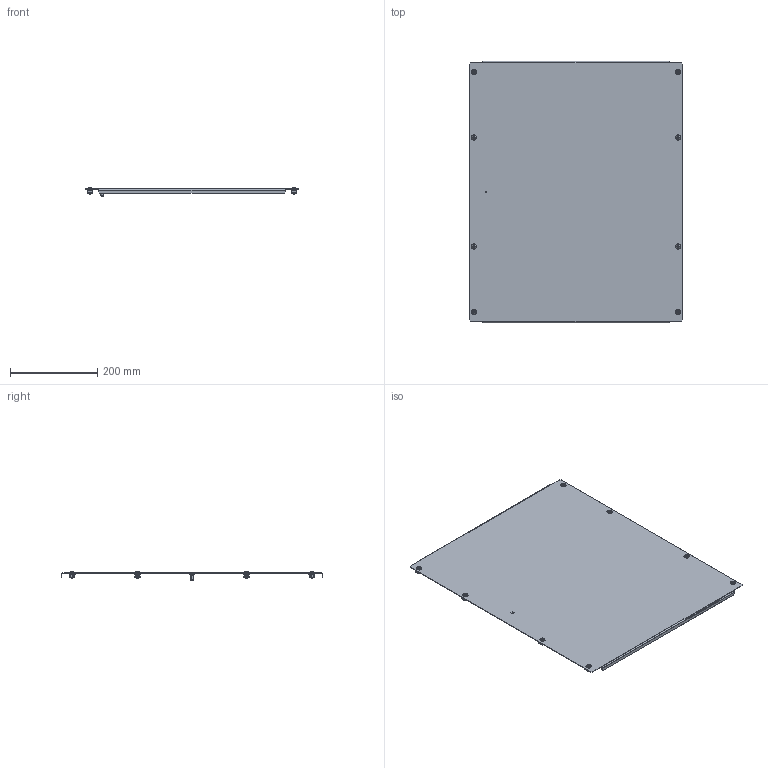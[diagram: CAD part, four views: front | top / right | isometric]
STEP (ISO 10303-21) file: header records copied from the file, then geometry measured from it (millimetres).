
FILE_DESCRIPTION (( 'STEP AP203' ), '1' );
FILE_NAME ('UR31107526060 Ôàëüø-ïàíåëü RS52 60.60 (000.140.029-07).STEP', '2022-04-18T11:43:03', ( '' ), ( '' ), 'SwSTEP 2.0', 'SolidWorks 2017', '' );
FILE_SCHEMA (( 'CONFIG_CONTROL_DESIGN' ));
Length unit declared in the file: millimetre
Products named in the file (8): Øïèëüêà çàçåìëåíèÿ CKF CS_Œ6å16; Ãàéêà êëåòåâàÿ_M5-4B; 000.140.022 Ôàëüø-ïàíåëü ãëóõàÿ ñ êåðíîì RS52 00.60_600; UR31107526060 Ôàëüø-ïàíåëü RS52 60.60 (000.140.029-07); 011-229 Ôàëüø-ïàíåëü ãëóõàÿ ( 05.60)_600; Âèíò ISO 7380-2 TX_Œ5å12; Êëåòêà ãàéêè_M6-4€; Ãàéêà êâàäðàòíàÿ_Œ5
Assembly tree (21 placements, depth 3):
  UR31107526060 Ôàëüø-ïàíåëü RS52 60.60 (000.140.029-07)
    000.140.022 Ôàëüø-ïàíåëü ãëóõàÿ ñ êåðíîì RS52 00.60_600
      011-229 Ôàëüø-ïàíåëü ãëóõàÿ ( 05.60)_600
      Øïèëüêà çàçåìëåíèÿ CKF CS_Œ6å16
    Ãàéêà êëåòåâàÿ_M5-4B  x8
      Êëåòêà ãàéêè_M6-4€
      Ãàéêà êâàäðàòíàÿ_Œ5
    Âèíò ISO 7380-2 TX_Œ5å12  x8
Bounding box: 490 x 599 x 19.8 mm (x, y, z)
Volume: 368344.5 mm3; surface area: 615936.7 mm2
Topology: 26 solids, 26 shells, 1213 faces, 2976 edges, 1824 vertices
Faces by surface type: plane 723, cylinder 356, bspline 80, torus 32, cone 22
Entity records: 8774 total; most frequent: CARTESIAN_POINT 2224, ORIENTED_EDGE 1110, DIRECTION 1083, EDGE_CURVE 555, AXIS2_PLACEMENT_3D 369, VERTEX_POINT 347, VECTOR 345, LINE 345
